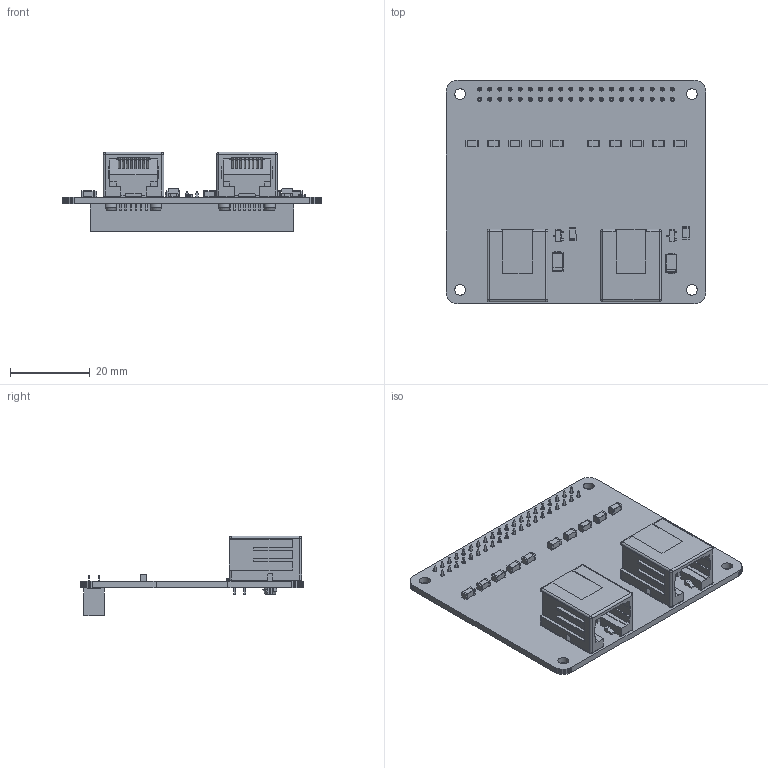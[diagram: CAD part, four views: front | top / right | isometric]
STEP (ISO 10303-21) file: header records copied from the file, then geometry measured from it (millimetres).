
FILE_DESCRIPTION(/* description */ ('KiCad electronic assembly'),/* implementation_level */ '2;1');
FILE_NAME(/* name */ 'shootingrangepcb.step',/* time_stamp */ '2025-11-11T23:35:12+01:00',/* author */ (''),/* organization */ (''),/* preprocessor_version */ 'ST-DEVELOPER v20.1',/* originating_system */ 'Autodesk Translation Framework v14.17.0.0',/* authorisation */ '');
FILE_SCHEMA (('AUTOMOTIVE_DESIGN { 1 0 10303 214 3 1 1 }'));
Length unit declared in the file: millimetre
Products named in the file (14): shootingrangepcb 1; PinSocket_2x20_P2.54mm_Vertical; SOLID; _autosave-shootingrangepcb PCB; 1-215877-3; SOLID_1; SOT-23; SOLID_2; R_1206_3216Metric; SOLID_3; D_SMA; SOLID_4; C_1206_3216Metric; SOLID_5
Assembly tree (26 placements, depth 3):
  shootingrangepcb 1
    C_1206_3216Metric  x10
      SOLID_5
    SOT-23  x2
      SOLID_2
    R_1206_3216Metric  x2
      SOLID_3
    1-215877-3  x2
      SOLID_1
    D_SMA  x2
      SOLID_4
    PinSocket_2x20_P2.54mm_Vertical
      SOLID
    _autosave-shootingrangepcb PCB
Bounding box: 65 x 56 x 19.93 mm (x, y, z)
Volume: 10302 mm3; surface area: 15325.4 mm2
Topology: 20 solids, 20 shells, 2444 faces, 6494 edges, 4220 vertices
Faces by surface type: plane 2058, cylinder 342, torus 24, sphere 12, cone 8
Full cylindrical faces by diameter (mm): 0.45 x32, 0.9 x16, 1 x40, 2.7 x4, 3.25 x4
Entity records: 57825 total; most frequent: CARTESIAN_POINT 10839, ORIENTED_EDGE 9520, DIRECTION 8752, EDGE_CURVE 4760, LINE 4350, VECTOR 4350, VERTEX_POINT 3092, AXIS2_PLACEMENT_3D 2201
